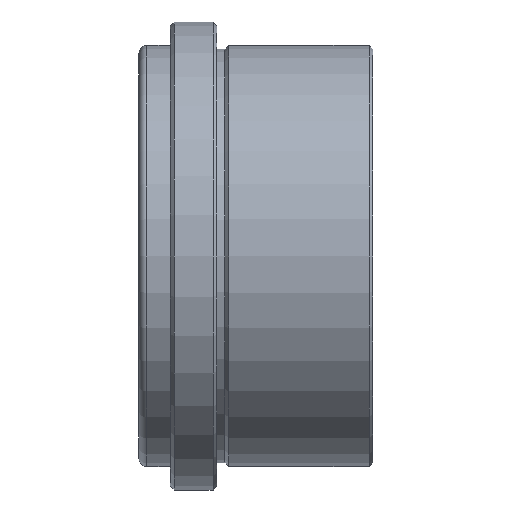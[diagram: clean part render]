
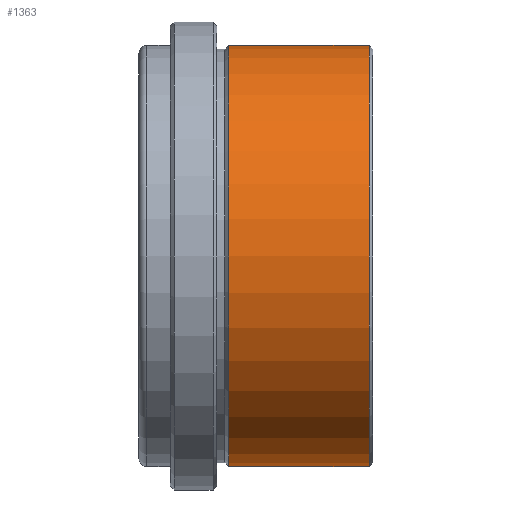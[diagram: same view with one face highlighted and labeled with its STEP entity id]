
A CAD part, left-side view. The second image highlights one B-rep face of the part: STEP entity #1363.
In plain terms, the highlighted cylindrical face has radius 27 mm (diameter 54 mm), a partial arc.
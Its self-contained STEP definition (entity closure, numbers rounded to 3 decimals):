
#35 = ORIENTED_EDGE ( 'NONE', *, *, #552, .F. ) ;
#90 = DIRECTION ( 'NONE',  ( 0., -1., 0. ) ) ;
#97 = CYLINDRICAL_SURFACE ( 'NONE', #1520, 27. ) ;
#101 = EDGE_CURVE ( 'NONE', #518, #610, #225, .T. ) ;
#202 = CARTESIAN_POINT ( 'NONE',  ( 0., 0., 0. ) ) ;
#225 = CIRCLE ( 'NONE', #2019, 27. ) ;
#234 = ORIENTED_EDGE ( 'NONE', *, *, #392, .T. ) ;
#244 = DIRECTION ( 'NONE',  ( 0., 0., -1. ) ) ;
#335 = DIRECTION ( 'NONE',  ( 0., -1., 0. ) ) ;
#392 = EDGE_CURVE ( 'NONE', #753, #610, #590, .T. ) ;
#403 = DIRECTION ( 'NONE',  ( 0., -1., 0. ) ) ;
#452 = LINE ( 'NONE', #1406, #1139 ) ;
#481 = DIRECTION ( 'NONE',  ( 0., -1., 0. ) ) ;
#518 = VERTEX_POINT ( 'NONE', #546 ) ;
#546 = CARTESIAN_POINT ( 'NONE',  ( 0., -17.287, 27. ) ) ;
#552 = EDGE_CURVE ( 'NONE', #1414, #518, #452, .T. ) ;
#590 = LINE ( 'NONE', #1818, #828 ) ;
#610 = VERTEX_POINT ( 'NONE', #2100 ) ;
#675 = DIRECTION ( 'NONE',  ( 0., 0., -1. ) ) ;
#716 = CIRCLE ( 'NONE', #1170, 27. ) ;
#753 = VERTEX_POINT ( 'NONE', #2128 ) ;
#828 = VECTOR ( 'NONE', #481, 1000. ) ;
#930 = CARTESIAN_POINT ( 'NONE',  ( 0., -17.287, 0. ) ) ;
#1139 = VECTOR ( 'NONE', #403, 1000. ) ;
#1170 = AXIS2_PLACEMENT_3D ( 'NONE', #1930, #90, #244 ) ;
#1276 = EDGE_LOOP ( 'NONE', ( #35, #1920, #234, #2080 ) ) ;
#1293 = DIRECTION ( 'NONE',  ( 0., -1., 0. ) ) ;
#1363 = ADVANCED_FACE ( 'NONE', ( #1890 ), #97, .T. ) ;
#1406 = CARTESIAN_POINT ( 'NONE',  ( 0., 0., 27. ) ) ;
#1414 = VERTEX_POINT ( 'NONE', #1802 ) ;
#1520 = AXIS2_PLACEMENT_3D ( 'NONE', #202, #335, #675 ) ;
#1776 = DIRECTION ( 'NONE',  ( 0., 0., -1. ) ) ;
#1802 = CARTESIAN_POINT ( 'NONE',  ( 0., 0.713, 27. ) ) ;
#1818 = CARTESIAN_POINT ( 'NONE',  ( 0., 0., -27. ) ) ;
#1890 = FACE_OUTER_BOUND ( 'NONE', #1276, .T. ) ;
#1920 = ORIENTED_EDGE ( 'NONE', *, *, #2138, .T. ) ;
#1930 = CARTESIAN_POINT ( 'NONE',  ( 0., 0.713, 0. ) ) ;
#2019 = AXIS2_PLACEMENT_3D ( 'NONE', #930, #1293, #1776 ) ;
#2080 = ORIENTED_EDGE ( 'NONE', *, *, #101, .F. ) ;
#2100 = CARTESIAN_POINT ( 'NONE',  ( 0., -17.287, -27. ) ) ;
#2128 = CARTESIAN_POINT ( 'NONE',  ( 0., 0.713, -27. ) ) ;
#2138 = EDGE_CURVE ( 'NONE', #1414, #753, #716, .T. ) ;
